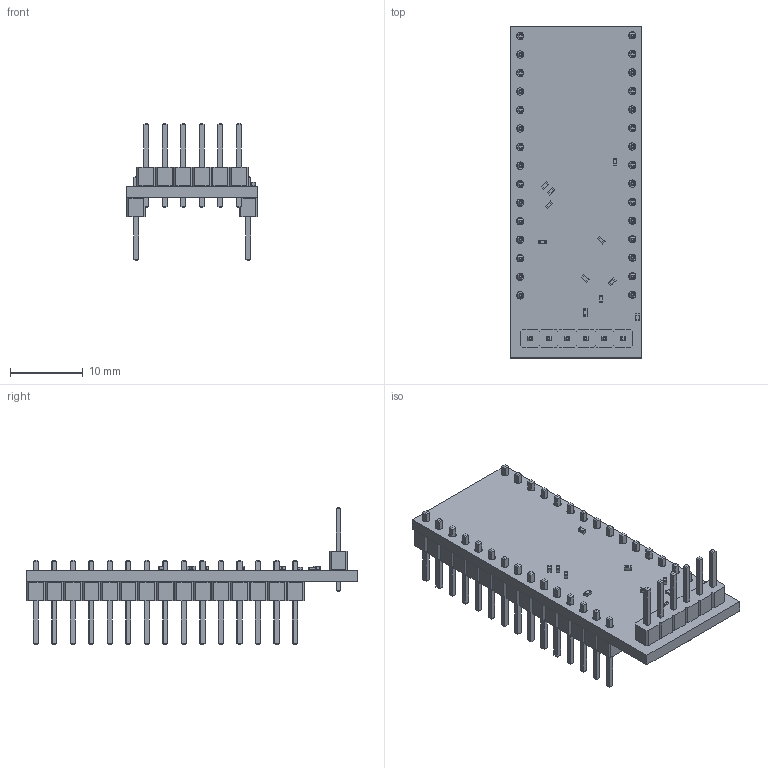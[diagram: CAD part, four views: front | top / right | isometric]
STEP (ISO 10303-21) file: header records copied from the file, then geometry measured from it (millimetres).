
FILE_DESCRIPTION(('KiCad electronic assembly'),'2;1');
FILE_NAME('proyecto_micro_v2.step','2024-04-30T10:24:05',('Pcbnew'),( 'Kicad'),'Open CASCADE STEP processor 7.7','KiCad to STEP converter' ,'Unknown');
FILE_SCHEMA(('AUTOMOTIVE_DESIGN { 1 0 10303 214 1 1 1 1 }'));
Length unit declared in the file: millimetre
Products named in the file (10): proyecto_micro_v2 1; PinHeader_1x06_P2.54mm_Vertical; PinHeader_1x06_P254mm_Vertical; C_0402_1005Metric; R_0402_1005Metric; PinHeader_1x15_P2.54mm_Vertical; PinHeader_1x15_P254mm_Vertical; proyecto_micro_v2_PCB
Assembly tree (19 placements, depth 3):
  proyecto_micro_v2 1
    PinHeader_1x06_P2.54mm_Vertical
      PinHeader_1x06_P254mm_Vertical
    C_0402_1005Metric  x8
      C_0402_1005Metric
    R_0402_1005Metric  x3
      R_0402_1005Metric
    PinHeader_1x15_P2.54mm_Vertical  x2
      PinHeader_1x15_P254mm_Vertical
    proyecto_micro_v2_PCB
Bounding box: 18 x 45.5 x 18.78 mm (x, y, z)
Volume: 1976.3 mm3; surface area: 3789.6 mm2
Topology: 15 solids, 15 shells, 1220 faces, 3006 edges, 1904 vertices
Faces by surface type: plane 1064, cylinder 156
Full cylindrical faces by diameter (mm): 1 x36
Entity records: 21759 total; most frequent: CARTESIAN_POINT 3054, ORIENTED_EDGE 2980, DIRECTION 2858, EDGE_CURVE 1490, LINE 1378, VECTOR 1378, VERTEX_POINT 936, AXIS2_PLACEMENT_3D 740
